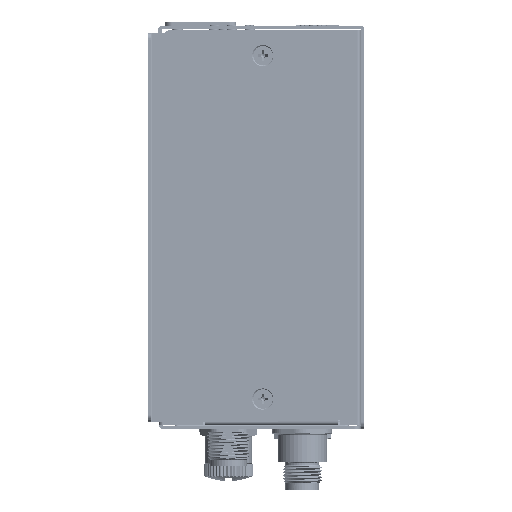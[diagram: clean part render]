
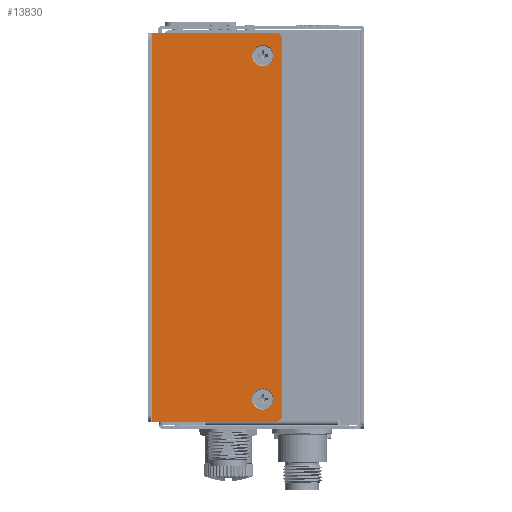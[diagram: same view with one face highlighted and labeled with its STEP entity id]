
A CAD part, left-side view. The second image highlights one B-rep face of the part: STEP entity #13830.
In plain terms, the highlighted face is planar.
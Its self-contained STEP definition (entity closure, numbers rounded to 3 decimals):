
#3018 = AXIS2_PLACEMENT_3D ( 'NONE', #171764, #107836, #172439 ) ;
#4251 = FACE_BOUND ( 'NONE', #153901, .T. ) ;
#5427 = DIRECTION ( 'NONE',  ( 0., 0., -1. ) ) ;
#5528 = VERTEX_POINT ( 'NONE', #83106 ) ;
#5655 = EDGE_CURVE ( 'NONE', #198306, #80965, #111883, .T. ) ;
#7281 = VERTEX_POINT ( 'NONE', #48045 ) ;
#11608 = CIRCLE ( 'NONE', #127669, 3. ) ;
#12546 = LINE ( 'NONE', #183851, #49420 ) ;
#13830 = ADVANCED_FACE ( 'NONE', ( #201176, #4251, #144474 ), #137311, .T. ) ;
#17236 = EDGE_CURVE ( 'NONE', #94613, #162527, #11608, .T. ) ;
#19385 = AXIS2_PLACEMENT_3D ( 'NONE', #170334, #201321, #28749 ) ;
#22012 = VERTEX_POINT ( 'NONE', #158844 ) ;
#22322 = EDGE_CURVE ( 'NONE', #48226, #7281, #94140, .T. ) ;
#26287 = VECTOR ( 'NONE', #166401, 1000. ) ;
#28749 = DIRECTION ( 'NONE',  ( 1., 0., 0. ) ) ;
#29447 = ORIENTED_EDGE ( 'NONE', *, *, #56588, .F. ) ;
#31848 = DIRECTION ( 'NONE',  ( 0., 0., -1. ) ) ;
#31863 = DIRECTION ( 'NONE',  ( 1., 0., 0. ) ) ;
#38406 = CARTESIAN_POINT ( 'NONE',  ( 6.5, 32.5, 0. ) ) ;
#40106 = ORIENTED_EDGE ( 'NONE', *, *, #117865, .T. ) ;
#48045 = CARTESIAN_POINT ( 'NONE',  ( 108., 38., 0. ) ) ;
#48226 = VERTEX_POINT ( 'NONE', #82304 ) ;
#49420 = VECTOR ( 'NONE', #199671, 1000. ) ;
#55573 = CARTESIAN_POINT ( 'NONE',  ( 0., 1.1, 0. ) ) ;
#56588 = EDGE_CURVE ( 'NONE', #22012, #180291, #12546, .T. ) ;
#59350 = CIRCLE ( 'NONE', #178265, 3. ) ;
#59600 = EDGE_LOOP ( 'NONE', ( #120569, #40106 ) ) ;
#59660 = ORIENTED_EDGE ( 'NONE', *, *, #160938, .T. ) ;
#68005 = LINE ( 'NONE', #168440, #26287 ) ;
#70047 = CARTESIAN_POINT ( 'NONE',  ( 103.5, 32.5, 0. ) ) ;
#71432 = DIRECTION ( 'NONE',  ( 1., 0., 0. ) ) ;
#71566 = CIRCLE ( 'NONE', #111042, 3. ) ;
#72734 = CARTESIAN_POINT ( 'NONE',  ( 2., 36., 0. ) ) ;
#72783 = DIRECTION ( 'NONE',  ( 0., 0., -1. ) ) ;
#77213 = CARTESIAN_POINT ( 'NONE',  ( 103.5, 32.5, 0. ) ) ;
#77752 = EDGE_LOOP ( 'NONE', ( #120256, #29447, #199408, #201513, #92679, #153392 ) ) ;
#78884 = LINE ( 'NONE', #108845, #120662 ) ;
#79279 = DIRECTION ( 'NONE',  ( 0., 1., 0. ) ) ;
#80965 = VERTEX_POINT ( 'NONE', #121048 ) ;
#81174 = CIRCLE ( 'NONE', #151070, 2. ) ;
#82304 = CARTESIAN_POINT ( 'NONE',  ( 110., 36., 0. ) ) ;
#83106 = CARTESIAN_POINT ( 'NONE',  ( 2., 38., 0. ) ) ;
#89222 = DIRECTION ( 'NONE',  ( 0., 0., 1. ) ) ;
#91907 = DIRECTION ( 'NONE',  ( 0., -1., 0. ) ) ;
#92679 = ORIENTED_EDGE ( 'NONE', *, *, #148519, .T. ) ;
#94140 = CIRCLE ( 'NONE', #3018, 2. ) ;
#94613 = VERTEX_POINT ( 'NONE', #150682 ) ;
#106952 = CARTESIAN_POINT ( 'NONE',  ( 100.5, 32.5, 0. ) ) ;
#107836 = DIRECTION ( 'NONE',  ( 0., 0., 1. ) ) ;
#108845 = CARTESIAN_POINT ( 'NONE',  ( 110., 0., 0. ) ) ;
#110968 = ORIENTED_EDGE ( 'NONE', *, *, #5655, .T. ) ;
#111042 = AXIS2_PLACEMENT_3D ( 'NONE', #190626, #146558, #31863 ) ;
#111883 = CIRCLE ( 'NONE', #115919, 3. ) ;
#115919 = AXIS2_PLACEMENT_3D ( 'NONE', #38406, #5427, #117437 ) ;
#117437 = DIRECTION ( 'NONE',  ( 1., 0., 0. ) ) ;
#117865 = EDGE_CURVE ( 'NONE', #162527, #94613, #59350, .T. ) ;
#120256 = ORIENTED_EDGE ( 'NONE', *, *, #178491, .T. ) ;
#120569 = ORIENTED_EDGE ( 'NONE', *, *, #17236, .T. ) ;
#120662 = VECTOR ( 'NONE', #79279, 1000. ) ;
#121048 = CARTESIAN_POINT ( 'NONE',  ( 9.5, 32.5, 0. ) ) ;
#127669 = AXIS2_PLACEMENT_3D ( 'NONE', #70047, #72783, #71432 ) ;
#130381 = VERTEX_POINT ( 'NONE', #153908 ) ;
#137311 = PLANE ( 'NONE',  #19385 ) ;
#144474 = FACE_OUTER_BOUND ( 'NONE', #77752, .T. ) ;
#146558 = DIRECTION ( 'NONE',  ( 0., 0., -1. ) ) ;
#148519 = EDGE_CURVE ( 'NONE', #7281, #5528, #68005, .T. ) ;
#150682 = CARTESIAN_POINT ( 'NONE',  ( 106.5, 32.5, 0. ) ) ;
#151070 = AXIS2_PLACEMENT_3D ( 'NONE', #72734, #89222, #166879 ) ;
#153392 = ORIENTED_EDGE ( 'NONE', *, *, #180385, .T. ) ;
#153901 = EDGE_LOOP ( 'NONE', ( #59660, #110968 ) ) ;
#153908 = CARTESIAN_POINT ( 'NONE',  ( 0., 36., 0. ) ) ;
#156913 = DIRECTION ( 'NONE',  ( 1., 0., 0. ) ) ;
#158844 = CARTESIAN_POINT ( 'NONE',  ( 110., 1.1, 0. ) ) ;
#160911 = EDGE_CURVE ( 'NONE', #22012, #48226, #78884, .T. ) ;
#160938 = EDGE_CURVE ( 'NONE', #80965, #198306, #71566, .T. ) ;
#162527 = VERTEX_POINT ( 'NONE', #106952 ) ;
#166401 = DIRECTION ( 'NONE',  ( -1., 0., 0. ) ) ;
#166879 = DIRECTION ( 'NONE',  ( 1., 0., 0. ) ) ;
#168440 = CARTESIAN_POINT ( 'NONE',  ( 2., 38., 0. ) ) ;
#170334 = CARTESIAN_POINT ( 'NONE',  ( 2., 36., 0. ) ) ;
#171764 = CARTESIAN_POINT ( 'NONE',  ( 108., 36., 0. ) ) ;
#172321 = CARTESIAN_POINT ( 'NONE',  ( 0., 0., 0. ) ) ;
#172439 = DIRECTION ( 'NONE',  ( 1., 0., 0. ) ) ;
#178265 = AXIS2_PLACEMENT_3D ( 'NONE', #77213, #31848, #156913 ) ;
#178491 = EDGE_CURVE ( 'NONE', #130381, #180291, #201933, .T. ) ;
#180291 = VERTEX_POINT ( 'NONE', #55573 ) ;
#180385 = EDGE_CURVE ( 'NONE', #5528, #130381, #81174, .T. ) ;
#182163 = VECTOR ( 'NONE', #91907, 1000. ) ;
#183851 = CARTESIAN_POINT ( 'NONE',  ( 110., 1.1, 0. ) ) ;
#190626 = CARTESIAN_POINT ( 'NONE',  ( 6.5, 32.5, 0. ) ) ;
#196782 = CARTESIAN_POINT ( 'NONE',  ( 3.5, 32.5, 0. ) ) ;
#198306 = VERTEX_POINT ( 'NONE', #196782 ) ;
#199408 = ORIENTED_EDGE ( 'NONE', *, *, #160911, .T. ) ;
#199671 = DIRECTION ( 'NONE',  ( -1., 0., 0. ) ) ;
#201176 = FACE_BOUND ( 'NONE', #59600, .T. ) ;
#201321 = DIRECTION ( 'NONE',  ( 0., 0., 1. ) ) ;
#201513 = ORIENTED_EDGE ( 'NONE', *, *, #22322, .T. ) ;
#201933 = LINE ( 'NONE', #172321, #182163 ) ;
